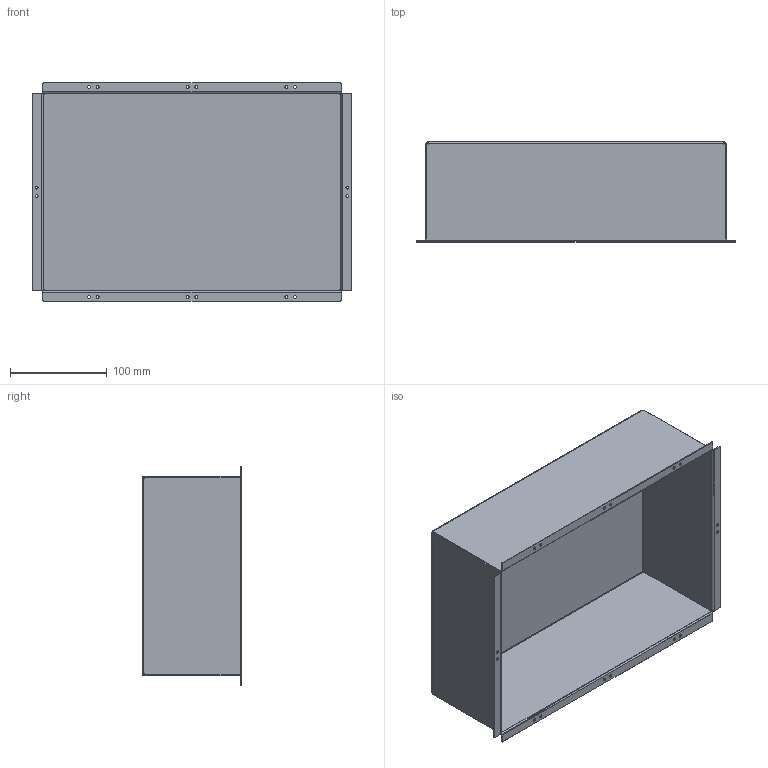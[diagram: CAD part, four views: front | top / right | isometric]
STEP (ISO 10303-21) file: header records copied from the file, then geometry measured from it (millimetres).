
FILE_DESCRIPTION (( 'STEP AP214' ), '1' );
FILE_NAME ('S_2X1V2.STEP', '2022-12-13T07:08:39', ( '' ), ( '' ), 'SwSTEP 2.0', 'SolidWorks 2022', '' );
FILE_SCHEMA (( 'AUTOMOTIVE_DESIGN' ));
Length unit declared in the file: millimetre
Products named in the file (1): S_2X1V2
Bounding box: 330 x 103 x 226 mm (x, y, z)
Volume: 177256.9 mm3; surface area: 356599.2 mm2
Topology: 1 solids, 1 shells, 134 faces, 332 edges, 200 vertices
Faces by surface type: plane 78, cylinder 56
Entity records: 4014 total; most frequent: DIRECTION 714, CARTESIAN_POINT 667, ORIENTED_EDGE 664, EDGE_CURVE 332, AXIS2_PLACEMENT_3D 247, VECTOR 220, LINE 220, VERTEX_POINT 200
